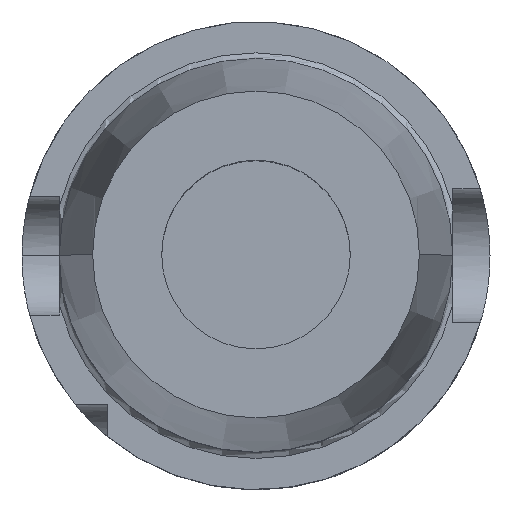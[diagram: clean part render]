
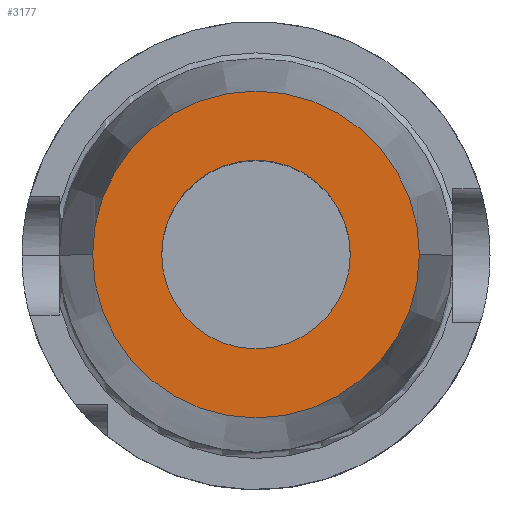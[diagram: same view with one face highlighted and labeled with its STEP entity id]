
A CAD part, top view. The second image highlights one B-rep face of the part: STEP entity #3177.
In plain terms, the highlighted planar face has unit normal (0, 0, 1).
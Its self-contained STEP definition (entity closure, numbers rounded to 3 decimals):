
#38 = EDGE_CURVE ( 'NONE', #1767, #3512, #2642, .T. ) ;
#160 = DIRECTION ( 'NONE',  ( 0., 0., -1. ) ) ;
#258 = CARTESIAN_POINT ( 'NONE',  ( 0., 0., 115. ) ) ;
#262 = DIRECTION ( 'NONE',  ( 0., 0., -1. ) ) ;
#274 = DIRECTION ( 'NONE',  ( -1., 0., 0. ) ) ;
#372 = FACE_OUTER_BOUND ( 'NONE', #1237, .T. ) ;
#482 = CARTESIAN_POINT ( 'NONE',  ( -22., 0., 115. ) ) ;
#504 = CARTESIAN_POINT ( 'NONE',  ( 12.7, 0., 115. ) ) ;
#712 = ORIENTED_EDGE ( 'NONE', *, *, #2548, .T. ) ;
#775 = AXIS2_PLACEMENT_3D ( 'NONE', #1657, #3650, #1934 ) ;
#944 = EDGE_CURVE ( 'NONE', #3545, #1307, #2431, .T. ) ;
#962 = AXIS2_PLACEMENT_3D ( 'NONE', #258, #262, #274 ) ;
#986 = CARTESIAN_POINT ( 'NONE',  ( 0., 22., 115. ) ) ;
#1061 = CIRCLE ( 'NONE', #775, 12.7 ) ;
#1086 = ORIENTED_EDGE ( 'NONE', *, *, #944, .T. ) ;
#1237 = EDGE_LOOP ( 'NONE', ( #2149, #1319 ) ) ;
#1274 = DIRECTION ( 'NONE',  ( 0., 0., 1. ) ) ;
#1307 = VERTEX_POINT ( 'NONE', #1472 ) ;
#1319 = ORIENTED_EDGE ( 'NONE', *, *, #38, .F. ) ;
#1472 = CARTESIAN_POINT ( 'NONE',  ( -12.7, 0., 115. ) ) ;
#1657 = CARTESIAN_POINT ( 'NONE',  ( 0., 0., 115. ) ) ;
#1720 = CIRCLE ( 'NONE', #1794, 22. ) ;
#1767 = VERTEX_POINT ( 'NONE', #3147 ) ;
#1794 = AXIS2_PLACEMENT_3D ( 'NONE', #1870, #160, #2161 ) ;
#1870 = CARTESIAN_POINT ( 'NONE',  ( 0., 0., 115. ) ) ;
#1934 = DIRECTION ( 'NONE',  ( -1., 0., 0. ) ) ;
#1939 = CARTESIAN_POINT ( 'NONE',  ( 0., 0., 115. ) ) ;
#1941 = AXIS2_PLACEMENT_3D ( 'NONE', #1939, #2177, #2477 ) ;
#1964 = AXIS2_PLACEMENT_3D ( 'NONE', #986, #1274, #3271 ) ;
#2149 = ORIENTED_EDGE ( 'NONE', *, *, #3221, .F. ) ;
#2161 = DIRECTION ( 'NONE',  ( -1., 0., 0. ) ) ;
#2177 = DIRECTION ( 'NONE',  ( 0., 0., -1. ) ) ;
#2431 = CIRCLE ( 'NONE', #1941, 12.7 ) ;
#2477 = DIRECTION ( 'NONE',  ( -1., 0., 0. ) ) ;
#2483 = FACE_BOUND ( 'NONE', #2972, .T. ) ;
#2548 = EDGE_CURVE ( 'NONE', #1307, #3545, #1061, .T. ) ;
#2642 = CIRCLE ( 'NONE', #962, 22. ) ;
#2703 = PLANE ( 'NONE',  #1964 ) ;
#2972 = EDGE_LOOP ( 'NONE', ( #712, #1086 ) ) ;
#3147 = CARTESIAN_POINT ( 'NONE',  ( 22., 0., 115. ) ) ;
#3177 = ADVANCED_FACE ( 'NONE', ( #2483, #372 ), #2703, .T. ) ;
#3221 = EDGE_CURVE ( 'NONE', #3512, #1767, #1720, .T. ) ;
#3271 = DIRECTION ( 'NONE',  ( 1., 0., 0. ) ) ;
#3512 = VERTEX_POINT ( 'NONE', #482 ) ;
#3545 = VERTEX_POINT ( 'NONE', #504 ) ;
#3650 = DIRECTION ( 'NONE',  ( 0., 0., -1. ) ) ;
